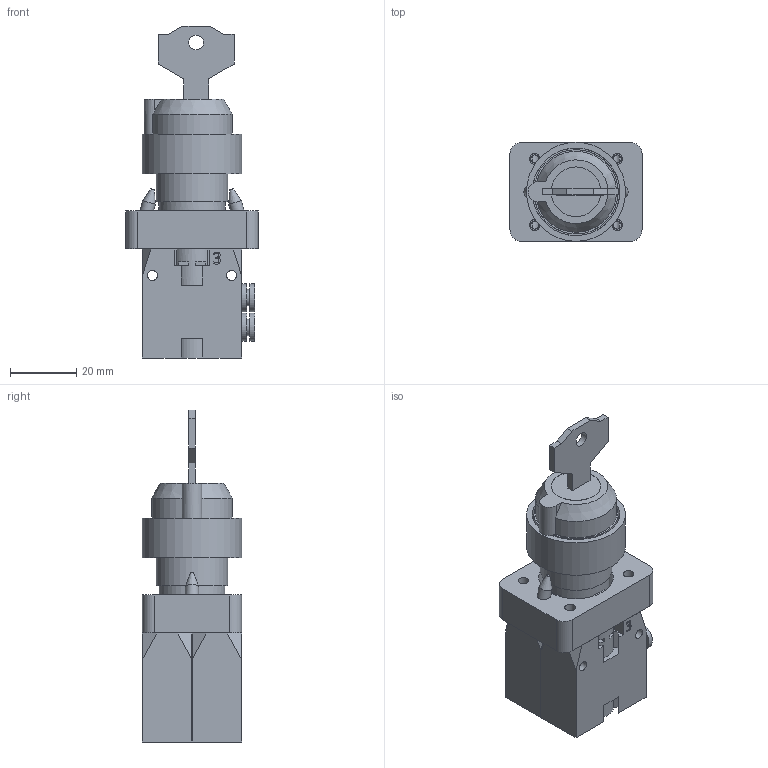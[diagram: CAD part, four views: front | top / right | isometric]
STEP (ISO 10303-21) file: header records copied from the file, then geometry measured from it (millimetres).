
FILE_DESCRIPTION(/* description */ ('PLACCA DI AGGANCIO'),/* implementation_level */ '2;1');
FILE_NAME(/* name */ '104_52_6_28_L.stp',/* time_stamp */ '2014-11-26T11:00:44+01:00',/* author */ ('maniean1'),/* organization */ (''),/* preprocessor_version */ 'ST-DEVELOPER v15.2',/* originating_system */ 'Autodesk Inventor 2014',/* authorisation */ '');
FILE_SCHEMA (('AUTOMOTIVE_DESIGN { 1 0 10303 214 3 1 1 }'));
Length unit declared in the file: millimetre
Products named in the file (6): 104_00; 104_32_0_1_L#; 104_##_0_1_L#_52; 104_6_28_#; RS_105_139; 104_52_6_28_L
Bounding box: 40 x 30 x 100.5 mm (x, y, z)
Volume: 50608.9 mm3; surface area: 23191.8 mm2
Topology: 7 solids, 7 shells, 525 faces, 1364 edges, 884 vertices
Faces by surface type: plane 359, bspline 76, cylinder 68, cone 20, sphere 2
Full cylindrical faces by diameter (mm): 2.45 x8, 3 x4, 3.25 x4, 3.5 x2, 4 x5, 4.5 x1, 5 x3, 8.5 x6, 15 x1, 18 x1, 20 x1, 21.7 x1, 22.5 x1, 25.5 x1, 26 x1, 26.5 x1, 30 x1
Entity records: 15582 total; most frequent: CARTESIAN_POINT 4106, ORIENTED_EDGE 2334, DIRECTION 1986, EDGE_CURVE 1167, LINE 810, VECTOR 810, VERTEX_POINT 786, EDGE_LOOP 595
